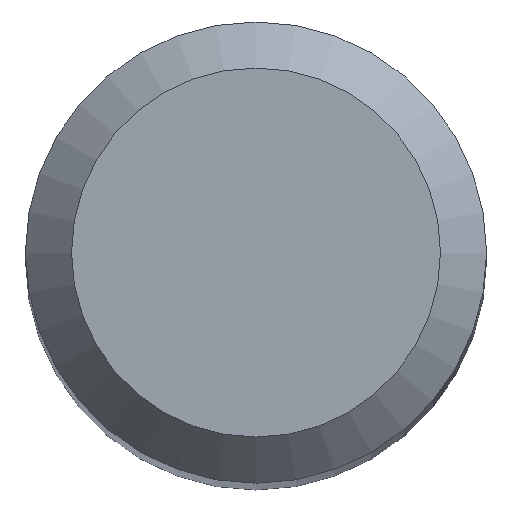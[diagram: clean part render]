
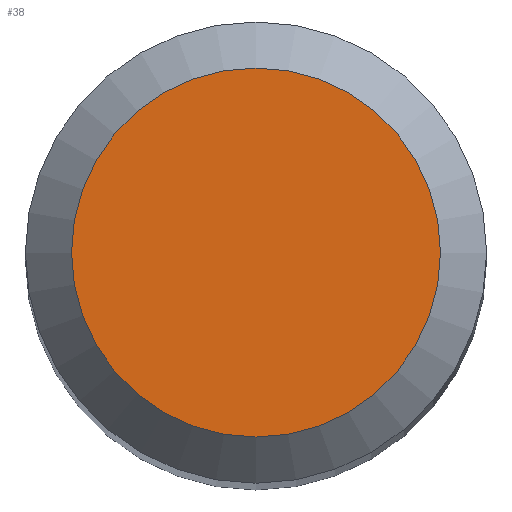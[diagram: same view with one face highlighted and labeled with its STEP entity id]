
A CAD part, top view. The second image highlights one B-rep face of the part: STEP entity #38.
In plain terms, the highlighted planar face has unit normal (0, 0, 1).
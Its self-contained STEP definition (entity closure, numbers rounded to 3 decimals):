
#14 = AXIS2_PLACEMENT_3D ( 'NONE', #97, #180, #219 ) ;
#29 = CARTESIAN_POINT ( 'NONE',  ( 0., 0., 38. ) ) ;
#38 = ADVANCED_FACE ( 'NONE', ( #145 ), #49, .F. ) ;
#49 = PLANE ( 'NONE',  #14 ) ;
#51 = EDGE_CURVE ( 'NONE', #112, #112, #57, .T. ) ;
#57 = CIRCLE ( 'NONE', #194, 1.2 ) ;
#97 = CARTESIAN_POINT ( 'NONE',  ( 0., 0., 38. ) ) ;
#112 = VERTEX_POINT ( 'NONE', #152 ) ;
#131 = DIRECTION ( 'NONE',  ( 0., 1., 0. ) ) ;
#145 = FACE_OUTER_BOUND ( 'NONE', #163, .T. ) ;
#152 = CARTESIAN_POINT ( 'NONE',  ( 0., 1.2, 38. ) ) ;
#163 = EDGE_LOOP ( 'NONE', ( #215 ) ) ;
#166 = DIRECTION ( 'NONE',  ( 0., 0., -1. ) ) ;
#180 = DIRECTION ( 'NONE',  ( 0., 0., -1. ) ) ;
#194 = AXIS2_PLACEMENT_3D ( 'NONE', #29, #166, #131 ) ;
#215 = ORIENTED_EDGE ( 'NONE', *, *, #51, .F. ) ;
#219 = DIRECTION ( 'NONE',  ( 0., 1., 0. ) ) ;
